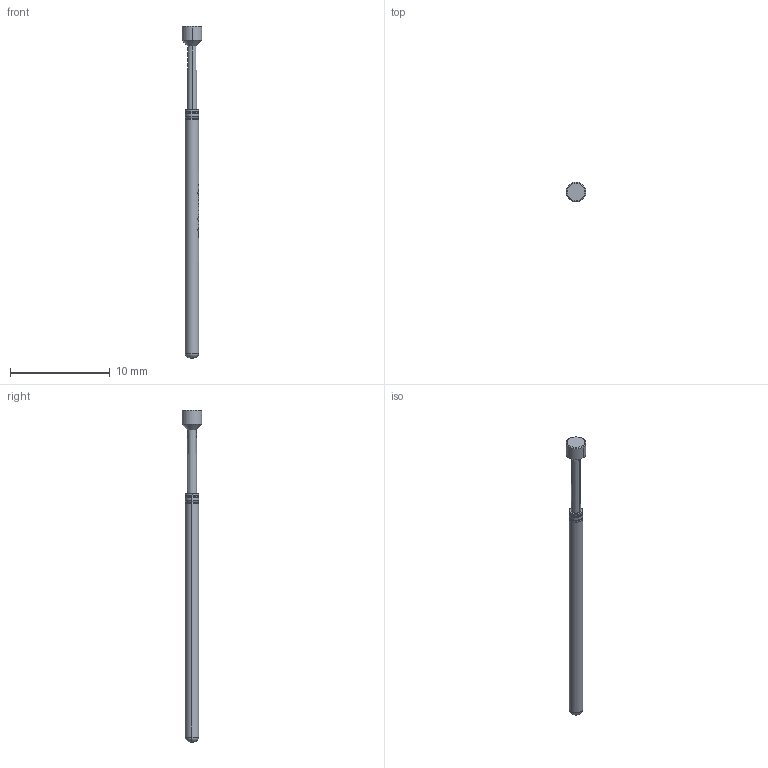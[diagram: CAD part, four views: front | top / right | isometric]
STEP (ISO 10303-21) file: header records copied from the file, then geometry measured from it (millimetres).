
FILE_DESCRIPTION (( 'STEP AP214' ), '1' );
FILE_NAME ('MOD-L10017B200Gxxx.STEP', '2021-04-15T11:05:38', ( 'Installadmin' ), ( 'Hewlett-Packard Company' ), 'SwSTEP 2.0', 'SolidWorks 2020', '' );
FILE_SCHEMA (( 'AUTOMOTIVE_DESIGN' ));
Length unit declared in the file: millimetre
Products named in the file (1): MOD-L10017B200Gxxx
Bounding box: 2 x 2 x 33.3 mm (x, y, z)
Volume: 46.3 mm3; surface area: 143.4 mm2
Topology: 1 solids, 1 shells, 172 faces, 487 edges, 317 vertices
Faces by surface type: plane 64, bspline 51, cylinder 41, torus 10, cone 6
Entity records: 8501 total; most frequent: CARTESIAN_POINT 4135, ORIENTED_EDGE 970, DIRECTION 654, EDGE_CURVE 485, VERTEX_POINT 317, AXIS2_PLACEMENT_3D 248, B_SPLINE_CURVE_WITH_KNOTS 201, EDGE_LOOP 174
